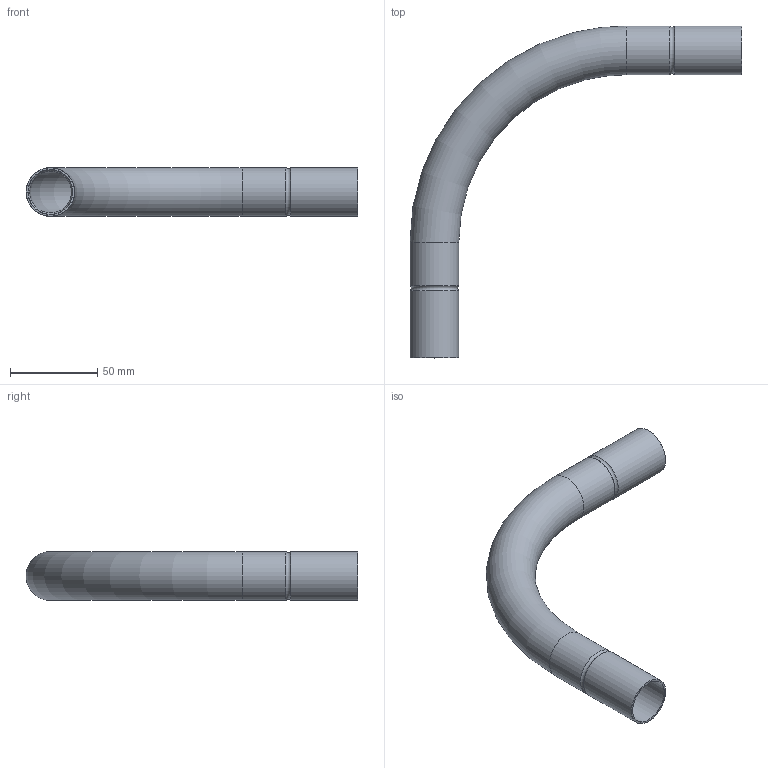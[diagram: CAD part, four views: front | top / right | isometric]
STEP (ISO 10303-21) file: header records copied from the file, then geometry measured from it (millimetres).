
FILE_DESCRIPTION (( 'STEP AP214' ), '1' );
FILE_NAME ('2046818.stp', '2024-09-09T10:42:45', ( '' ), ( '' ), 'SwSTEP 2.0', 'SolidWorks 2022', '' );
FILE_SCHEMA (( 'AUTOMOTIVE_DESIGN' ));
Length unit declared in the file: millimetre
Products named in the file (1): 2046818
Bounding box: 190.5 x 190.5 x 28 mm (x, y, z)
Volume: 30965.8 mm3; surface area: 51804.6 mm2
Topology: 1 solids, 1 shells, 20 faces, 40 edges, 22 vertices
Faces by surface type: torus 10, cylinder 8, plane 2
Full cylindrical faces by diameter (mm): 25.6 x4, 28 x4
Entity records: 442 total; most frequent: DIRECTION 82, CARTESIAN_POINT 61, AXIS2_PLACEMENT_3D 41, EDGE_LOOP 40, ORIENTED_EDGE 40, FACE_OUTER_BOUND 38, VERTEX_POINT 20, ADVANCED_FACE 20
